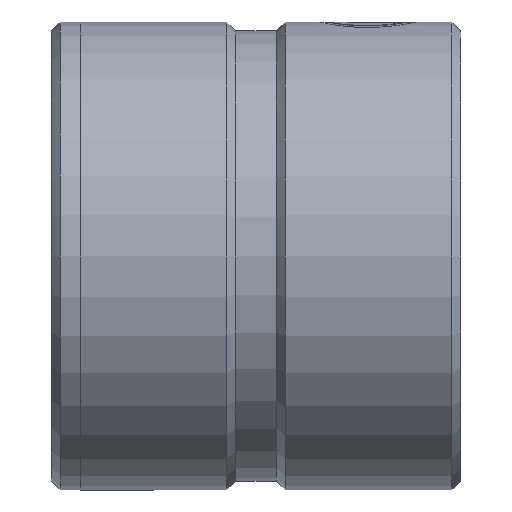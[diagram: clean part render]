
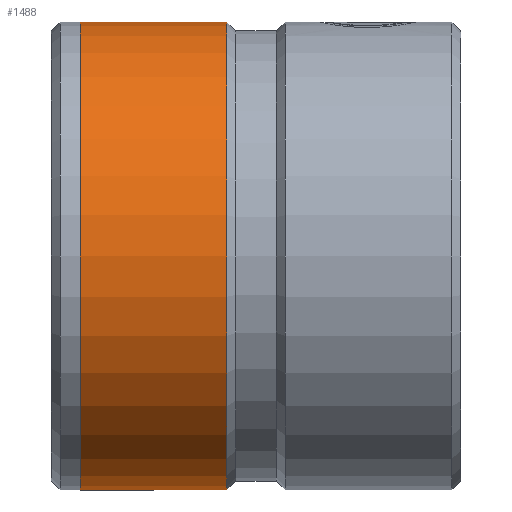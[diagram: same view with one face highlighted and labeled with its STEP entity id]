
A CAD part, left-side view. The second image highlights one B-rep face of the part: STEP entity #1488.
In plain terms, the highlighted cylindrical face has radius 40 mm (diameter 80 mm), a partial arc.
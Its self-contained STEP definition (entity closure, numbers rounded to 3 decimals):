
#63 = CARTESIAN_POINT ( 'NONE',  ( 0., 65., 0. ) ) ;
#120 = EDGE_CURVE ( 'NONE', #1661, #793, #937, .T. ) ;
#160 = EDGE_CURVE ( 'NONE', #1661, #1663, #213, .T. ) ;
#189 = DIRECTION ( 'NONE',  ( 0., 0., -1. ) ) ;
#200 = CARTESIAN_POINT ( 'NONE',  ( 0., 0., -40. ) ) ;
#213 = CIRCLE ( 'NONE', #657, 40. ) ;
#227 = DIRECTION ( 'NONE',  ( 0., -1., 0. ) ) ;
#240 = ORIENTED_EDGE ( 'NONE', *, *, #924, .F. ) ;
#406 = CARTESIAN_POINT ( 'NONE',  ( 0., 0., 40. ) ) ;
#471 = DIRECTION ( 'NONE',  ( 0., -1., 0. ) ) ;
#483 = EDGE_CURVE ( 'NONE', #1663, #987, #1484, .T. ) ;
#563 = CARTESIAN_POINT ( 'NONE',  ( 0., 65., -40. ) ) ;
#564 = CYLINDRICAL_SURFACE ( 'NONE', #671, 40. ) ;
#652 = ORIENTED_EDGE ( 'NONE', *, *, #160, .T. ) ;
#657 = AXIS2_PLACEMENT_3D ( 'NONE', #63, #979, #189 ) ;
#670 = VECTOR ( 'NONE', #1487, 1000. ) ;
#671 = AXIS2_PLACEMENT_3D ( 'NONE', #738, #876, #871 ) ;
#676 = AXIS2_PLACEMENT_3D ( 'NONE', #1014, #227, #1148 ) ;
#738 = CARTESIAN_POINT ( 'NONE',  ( 0., 0., 0. ) ) ;
#793 = VERTEX_POINT ( 'NONE', #993 ) ;
#871 = DIRECTION ( 'NONE',  ( 0., 0., -1. ) ) ;
#876 = DIRECTION ( 'NONE',  ( 0., -1., 0. ) ) ;
#897 = CARTESIAN_POINT ( 'NONE',  ( 0., 40., -40. ) ) ;
#921 = ORIENTED_EDGE ( 'NONE', *, *, #483, .T. ) ;
#924 = EDGE_CURVE ( 'NONE', #793, #987, #1195, .T. ) ;
#937 = LINE ( 'NONE', #406, #670 ) ;
#955 = FACE_OUTER_BOUND ( 'NONE', #992, .T. ) ;
#979 = DIRECTION ( 'NONE',  ( 0., -1., 0. ) ) ;
#987 = VERTEX_POINT ( 'NONE', #897 ) ;
#992 = EDGE_LOOP ( 'NONE', ( #1260, #652, #921, #240 ) ) ;
#993 = CARTESIAN_POINT ( 'NONE',  ( 0., 40., 40. ) ) ;
#1014 = CARTESIAN_POINT ( 'NONE',  ( 0., 40., 0. ) ) ;
#1085 = CARTESIAN_POINT ( 'NONE',  ( 0., 65., 40. ) ) ;
#1148 = DIRECTION ( 'NONE',  ( 0., 0., -1. ) ) ;
#1153 = VECTOR ( 'NONE', #471, 1000. ) ;
#1195 = CIRCLE ( 'NONE', #676, 40. ) ;
#1260 = ORIENTED_EDGE ( 'NONE', *, *, #120, .F. ) ;
#1484 = LINE ( 'NONE', #200, #1153 ) ;
#1487 = DIRECTION ( 'NONE',  ( 0., -1., 0. ) ) ;
#1488 = ADVANCED_FACE ( 'NONE', ( #955 ), #564, .T. ) ;
#1661 = VERTEX_POINT ( 'NONE', #1085 ) ;
#1663 = VERTEX_POINT ( 'NONE', #563 ) ;
